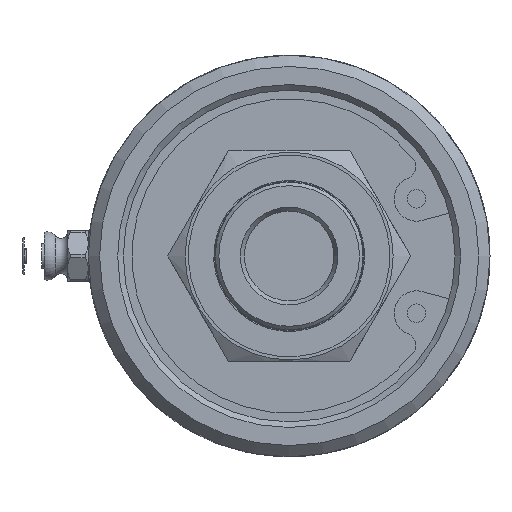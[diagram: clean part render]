
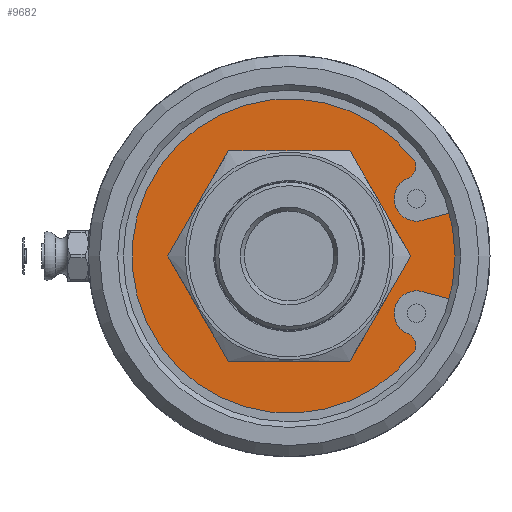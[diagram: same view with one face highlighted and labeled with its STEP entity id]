
A CAD part, left-side view. The second image highlights one B-rep face of the part: STEP entity #9682.
In plain terms, the highlighted planar face has unit normal (-1, 0, 0).
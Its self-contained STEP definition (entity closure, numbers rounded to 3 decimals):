
#389=FACE_BOUND('',#2026,.T.);
#1449=FACE_OUTER_BOUND('',#2025,.T.);
#2025=EDGE_LOOP('',(#7231,#7232,#7233,#7234,#7235,#7236,#7237,#7238));
#2026=EDGE_LOOP('',(#7239,#7240));
#2637=CIRCLE('',#10405,13.9);
#2638=CIRCLE('',#10406,13.9);
#2649=CIRCLE('',#10424,22.303);
#2651=CIRCLE('',#10427,1.758);
#2653=CIRCLE('',#10430,3.17);
#2655=CIRCLE('',#10434,1.758);
#2657=CIRCLE('',#10437,3.17);
#2661=CIRCLE('',#10450,25.375);
#3049=LINE('',#15507,#3535);
#3057=LINE('',#15530,#3543);
#3535=VECTOR('',#11693,10.);
#3543=VECTOR('',#11715,10.);
#4162=VERTEX_POINT('',#15450);
#4163=VERTEX_POINT('',#15451);
#4174=VERTEX_POINT('',#15486);
#4175=VERTEX_POINT('',#15488);
#4177=VERTEX_POINT('',#15494);
#4179=VERTEX_POINT('',#15500);
#4181=VERTEX_POINT('',#15506);
#4184=VERTEX_POINT('',#15514);
#4186=VERTEX_POINT('',#15520);
#4189=VERTEX_POINT('',#15528);
#5278=EDGE_CURVE('',#4162,#4163,#2637,.T.);
#5279=EDGE_CURVE('',#4163,#4162,#2638,.T.);
#5296=EDGE_CURVE('',#4175,#4174,#2649,.T.);
#5299=EDGE_CURVE('',#4177,#4175,#2651,.T.);
#5302=EDGE_CURVE('',#4179,#4177,#2653,.T.);
#5305=EDGE_CURVE('',#4181,#4179,#3049,.T.);
#5310=EDGE_CURVE('',#4174,#4184,#2655,.T.);
#5313=EDGE_CURVE('',#4184,#4186,#2657,.T.);
#5317=EDGE_CURVE('',#4186,#4189,#3057,.T.);
#5335=EDGE_CURVE('',#4181,#4189,#2661,.T.);
#7231=ORIENTED_EDGE('',*,*,#5305,.T.);
#7232=ORIENTED_EDGE('',*,*,#5302,.T.);
#7233=ORIENTED_EDGE('',*,*,#5299,.T.);
#7234=ORIENTED_EDGE('',*,*,#5296,.T.);
#7235=ORIENTED_EDGE('',*,*,#5310,.T.);
#7236=ORIENTED_EDGE('',*,*,#5313,.T.);
#7237=ORIENTED_EDGE('',*,*,#5317,.T.);
#7238=ORIENTED_EDGE('',*,*,#5335,.F.);
#7239=ORIENTED_EDGE('',*,*,#5278,.T.);
#7240=ORIENTED_EDGE('',*,*,#5279,.T.);
#9425=PLANE('',#10449);
#9682=ADVANCED_FACE('',(#1449,#389),#9425,.F.);
#10405=AXIS2_PLACEMENT_3D('',#15452,#11629,#11630);
#10406=AXIS2_PLACEMENT_3D('',#15453,#11631,#11632);
#10424=AXIS2_PLACEMENT_3D('',#15489,#11673,#11674);
#10427=AXIS2_PLACEMENT_3D('',#15495,#11680,#11681);
#10430=AXIS2_PLACEMENT_3D('',#15501,#11687,#11688);
#10434=AXIS2_PLACEMENT_3D('',#15516,#11701,#11702);
#10437=AXIS2_PLACEMENT_3D('',#15522,#11708,#11709);
#10449=AXIS2_PLACEMENT_3D('',#15691,#11737,#11738);
#10450=AXIS2_PLACEMENT_3D('',#15692,#11739,#11740);
#11629=DIRECTION('center_axis',(1.,0.,0.));
#11630=DIRECTION('ref_axis',(0.,0.,
-1.));
#11631=DIRECTION('center_axis',(1.,0.,0.));
#11632=DIRECTION('ref_axis',(0.,0.,
-1.));
#11673=DIRECTION('center_axis',(-1.,0.,0.));
#11674=DIRECTION('ref_axis',(0.,0.796,0.605));
#11680=DIRECTION('center_axis',(-1.,0.,0.));
#11681=DIRECTION('ref_axis',(0.,0.881,-0.473));
#11687=DIRECTION('center_axis',(1.,0.,0.));
#11688=DIRECTION('ref_axis',(0.,-0.259,-0.966));
#11693=DIRECTION('',(0.,0.966,-0.259));
#11701=DIRECTION('center_axis',(-1.,0.,0.));
#11702=DIRECTION('ref_axis',(0.,0.488,-0.873));
#11708=DIRECTION('center_axis',(1.,0.,0.));
#11709=DIRECTION('ref_axis',(0.,0.315,-0.949));
#11715=DIRECTION('',(0.,-0.966,-0.259));
#11737=DIRECTION('center_axis',(1.,0.,0.));
#11738=DIRECTION('ref_axis',(0.,0.,-1.));
#11739=DIRECTION('center_axis',(1.,0.,0.));
#11740=DIRECTION('ref_axis',(0.,1.,0.));
#15450=CARTESIAN_POINT('',(5.217,0.,-13.9));
#15451=CARTESIAN_POINT('',(5.217,0.,13.9));
#15452=CARTESIAN_POINT('Origin',(5.217,0.,
0.));
#15453=CARTESIAN_POINT('Origin',(5.217,0.,
0.));
#15486=CARTESIAN_POINT('',(5.217,-17.755,-13.497));
#15488=CARTESIAN_POINT('',(5.217,-17.755,13.497));
#15489=CARTESIAN_POINT('Origin',(5.217,0.,0.));
#15494=CARTESIAN_POINT('',(5.217,-17.064,11.13));
#15495=CARTESIAN_POINT('Origin',(5.217,-16.206,12.665));
#15500=CARTESIAN_POINT('',(5.217,-18.884,5.06));
#15501=CARTESIAN_POINT('Origin',(5.217,-18.064,8.122));
#15506=CARTESIAN_POINT('',(5.217,-24.51,6.568));
#15507=CARTESIAN_POINT('',(5.217,-0.608,0.163));
#15514=CARTESIAN_POINT('',(5.217,-17.064,-11.13));
#15516=CARTESIAN_POINT('Origin',(5.217,-16.206,-12.665));
#15520=CARTESIAN_POINT('',(5.217,-18.884,-5.06));
#15522=CARTESIAN_POINT('Origin',(5.217,-18.064,-8.122));
#15528=CARTESIAN_POINT('',(5.217,-24.51,-6.568));
#15530=CARTESIAN_POINT('',(5.217,-3.421,-0.917));
#15691=CARTESIAN_POINT('Origin',(5.217,18.938,0.));
#15692=CARTESIAN_POINT('Origin',(5.217,0.,0.));
